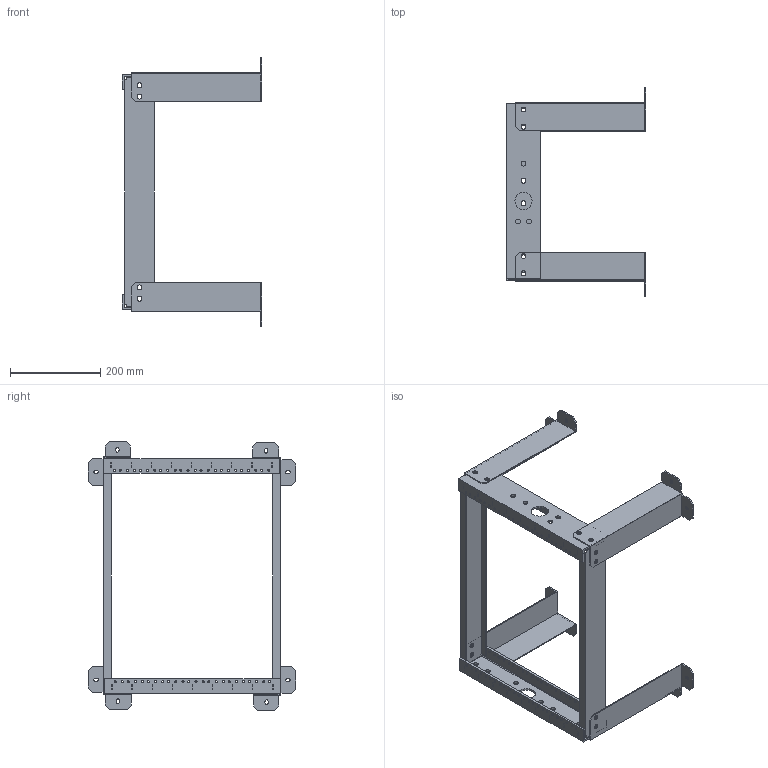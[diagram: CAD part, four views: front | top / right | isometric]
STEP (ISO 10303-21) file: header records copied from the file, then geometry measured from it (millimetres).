
FILE_DESCRIPTION (( 'STEP AP214' ), '1' );
FILE_NAME ('RP00015-8.STEP', '2019-08-20T20:52:39', ( '' ), ( '' ), 'SwSTEP 2.0', 'SolidWorks 2018', '' );
FILE_SCHEMA (( 'AUTOMOTIVE_DESIGN' ));
Length unit declared in the file: inch
Products named in the file (5): RP00015-8_2; RP00015-8_1; RP00015-8; RP00015-8_3_RIGHT; RP00015-8_3
Assembly tree (8 placements, depth 2):
  RP00015-8
    RP00015-8_1  x2
    RP00015-8_2  x2
    RP00015-8_3_RIGHT  x2
    RP00015-8_3  x2
Bounding box: 309.27 x 459.49 x 592.89 mm (x, y, z)
Volume: 1004021.5 mm3; surface area: 721267.3 mm2
Topology: 8 solids, 8 shells, 632 faces, 1740 edges, 1160 vertices
Faces by surface type: plane 332, cylinder 300
Entity records: 12138 total; most frequent: DIRECTION 1824, CARTESIAN_POINT 1777, ORIENTED_EDGE 1740, EDGE_CURVE 870, AXIS2_PLACEMENT_3D 627, VERTEX_POINT 580, LINE 570, VECTOR 570
